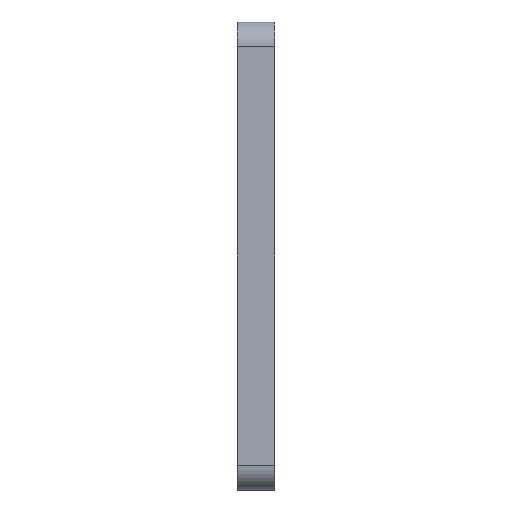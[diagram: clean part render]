
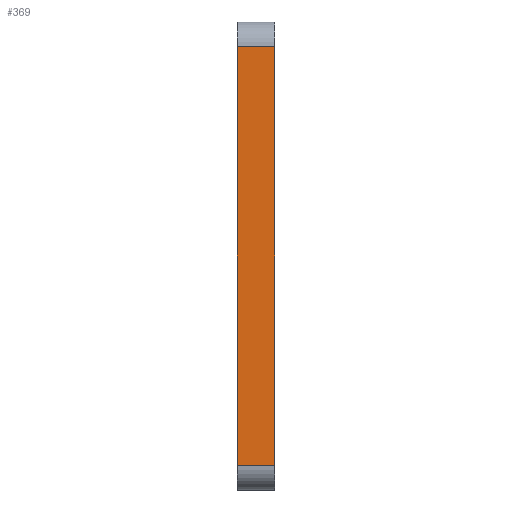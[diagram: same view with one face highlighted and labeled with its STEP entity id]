
A CAD part, left-side view. The second image highlights one B-rep face of the part: STEP entity #369.
In plain terms, the highlighted planar face has unit normal (-1, 0, 0).
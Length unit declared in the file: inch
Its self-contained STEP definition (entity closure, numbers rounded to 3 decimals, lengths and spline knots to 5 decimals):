
#87 = DIRECTION ( 'NONE',  ( 0., 0., -1. ) ) ;
#101 = ORIENTED_EDGE ( 'NONE', *, *, #1076, .T. ) ;
#106 = DIRECTION ( 'NONE',  ( -1., 0., 0. ) ) ;
#122 = VECTOR ( 'NONE', #87, 39.37008 ) ;
#220 = DIRECTION ( 'NONE',  ( 0., 0., 1. ) ) ;
#221 = CARTESIAN_POINT ( 'NONE',  ( -2.5, 0.1875, -1.0561 ) ) ;
#363 = ORIENTED_EDGE ( 'NONE', *, *, #1392, .F. ) ;
#369 = ADVANCED_FACE ( 'NONE', ( #490 ), #788, .T. ) ;
#417 = LINE ( 'NONE', #221, #725 ) ;
#439 = CARTESIAN_POINT ( 'NONE',  ( -2.5, 0., 0. ) ) ;
#441 = CARTESIAN_POINT ( 'NONE',  ( -2.5, 0.1875, 1.0561 ) ) ;
#448 = LINE ( 'NONE', #567, #1225 ) ;
#490 = FACE_OUTER_BOUND ( 'NONE', #959, .T. ) ;
#567 = CARTESIAN_POINT ( 'NONE',  ( -2.5, 0.1875, 0. ) ) ;
#573 = VECTOR ( 'NONE', #1192, 39.37008 ) ;
#585 = CARTESIAN_POINT ( 'NONE',  ( -2.5, 0., 1.0561 ) ) ;
#664 = DIRECTION ( 'NONE',  ( 0., 0., -1. ) ) ;
#725 = VECTOR ( 'NONE', #1260, 39.37008 ) ;
#745 = LINE ( 'NONE', #439, #122 ) ;
#787 = VERTEX_POINT ( 'NONE', #1171 ) ;
#788 = PLANE ( 'NONE',  #823 ) ;
#798 = VERTEX_POINT ( 'NONE', #441 ) ;
#817 = CARTESIAN_POINT ( 'NONE',  ( -2.5, 0.1875, -1.0561 ) ) ;
#823 = AXIS2_PLACEMENT_3D ( 'NONE', #896, #106, #220 ) ;
#837 = VERTEX_POINT ( 'NONE', #585 ) ;
#851 = CARTESIAN_POINT ( 'NONE',  ( -2.5, 0.1875, 1.0561 ) ) ;
#896 = CARTESIAN_POINT ( 'NONE',  ( -2.5, 0.1875, 0. ) ) ;
#959 = EDGE_LOOP ( 'NONE', ( #101, #1202, #363, #1345 ) ) ;
#1051 = EDGE_CURVE ( 'NONE', #837, #798, #1343, .T. ) ;
#1076 = EDGE_CURVE ( 'NONE', #798, #1253, #448, .T. ) ;
#1171 = CARTESIAN_POINT ( 'NONE',  ( -2.5, 0., -1.0561 ) ) ;
#1192 = DIRECTION ( 'NONE',  ( 0., 1., 0. ) ) ;
#1202 = ORIENTED_EDGE ( 'NONE', *, *, #1336, .T. ) ;
#1225 = VECTOR ( 'NONE', #664, 39.37008 ) ;
#1253 = VERTEX_POINT ( 'NONE', #817 ) ;
#1260 = DIRECTION ( 'NONE',  ( 0., -1., 0. ) ) ;
#1336 = EDGE_CURVE ( 'NONE', #1253, #787, #417, .T. ) ;
#1343 = LINE ( 'NONE', #851, #573 ) ;
#1345 = ORIENTED_EDGE ( 'NONE', *, *, #1051, .T. ) ;
#1392 = EDGE_CURVE ( 'NONE', #837, #787, #745, .T. ) ;
